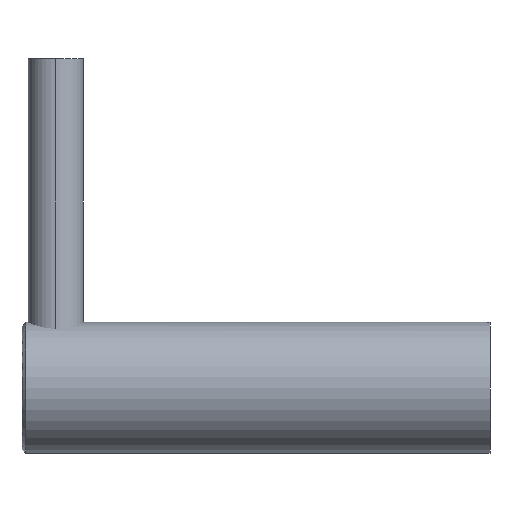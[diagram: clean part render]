
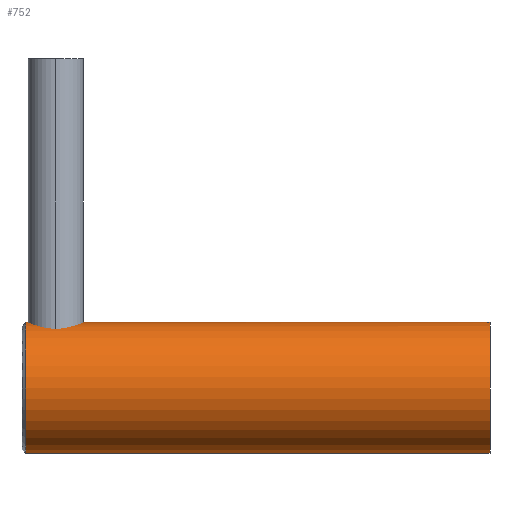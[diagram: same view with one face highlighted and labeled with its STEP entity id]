
A CAD part, left-side view. The second image highlights one B-rep face of the part: STEP entity #752.
In plain terms, the highlighted cylindrical face has radius 17.5 mm (diameter 35 mm), a partial arc.
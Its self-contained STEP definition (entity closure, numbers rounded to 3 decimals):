
#4 = CARTESIAN_POINT ( 'NONE',  ( -5.702, 118.826, 16.546 ) ) ;
#31 = CARTESIAN_POINT ( 'NONE',  ( -0.419, 109.65, 17.5 ) ) ;
#34 = CARTESIAN_POINT ( 'NONE',  ( -5.94, 113.747, 16.461 ) ) ;
#39 = DIRECTION ( 'NONE',  ( 0., -1., 0. ) ) ;
#40 = AXIS2_PLACEMENT_3D ( 'NONE', #350, #739, #136 ) ;
#58 = CARTESIAN_POINT ( 'NONE',  ( -2.634, 121.782, 17.302 ) ) ;
#62 = CARTESIAN_POINT ( 'NONE',  ( -5.049, 119.873, 16.758 ) ) ;
#71 = CARTESIAN_POINT ( 'NONE',  ( -5.507, 119.189, 16.613 ) ) ;
#85 = VECTOR ( 'NONE', #126, 1000. ) ;
#88 = FACE_OUTER_BOUND ( 'NONE', #501, .T. ) ;
#97 = CARTESIAN_POINT ( 'NONE',  ( 0., 125., 17.5 ) ) ;
#99 = CARTESIAN_POINT ( 'NONE',  ( -6.35, 115.576, 16.307 ) ) ;
#102 = CARTESIAN_POINT ( 'NONE',  ( -1.655, 109.866, 17.423 ) ) ;
#107 = B_SPLINE_CURVE_WITH_KNOTS ( 'NONE', 3,
 ( #746, #379, #550, #619, #205, #143, #139, #58, #382, #624, #321, #306, #546, #611, #62, #71, #4, #317, #559, #251, #493, #198, #374, #763 ),
 .UNSPECIFIED., .F., .F.,
 ( 4, 2, 2, 2, 2, 2, 2, 2, 2, 2, 2, 4 ),
 ( 0.03, 0.031, 0.032, 0.033, 0.033, 0.034, 0.035, 0.036, 0.038, 0.038, 0.039, 0.04 ),
 .UNSPECIFIED. ) ;
#113 = VERTEX_POINT ( 'NONE', #422 ) ;
#124 = ORIENTED_EDGE ( 'NONE', *, *, #419, .T. ) ;
#126 = DIRECTION ( 'NONE',  ( 0., -1., 0. ) ) ;
#132 = VECTOR ( 'NONE', #492, 1000. ) ;
#136 = DIRECTION ( 'NONE',  ( 0., 0., 1. ) ) ;
#139 = CARTESIAN_POINT ( 'NONE',  ( -2.252, 121.941, 17.356 ) ) ;
#142 = CARTESIAN_POINT ( 'NONE',  ( -6.35, 116., 16.307 ) ) ;
#143 = CARTESIAN_POINT ( 'NONE',  ( -2.056, 122.011, 17.38 ) ) ;
#155 = CARTESIAN_POINT ( 'NONE',  ( -1.45, 109.814, 17.441 ) ) ;
#167 = EDGE_CURVE ( 'NONE', #113, #277, #735, .T. ) ;
#179 = CARTESIAN_POINT ( 'NONE',  ( -6.35, 116., 16.307 ) ) ;
#182 = ORIENTED_EDGE ( 'NONE', *, *, #556, .T. ) ;
#193 = VERTEX_POINT ( 'NONE', #202 ) ;
#198 = CARTESIAN_POINT ( 'NONE',  ( -6.308, 116.839, 16.324 ) ) ;
#202 = CARTESIAN_POINT ( 'NONE',  ( 0., 122.35, 17.5 ) ) ;
#205 = CARTESIAN_POINT ( 'NONE',  ( -1.657, 122.134, 17.423 ) ) ;
#240 = ORIENTED_EDGE ( 'NONE', *, *, #241, .F. ) ;
#241 = EDGE_CURVE ( 'NONE', #308, #193, #563, .T. ) ;
#251 = CARTESIAN_POINT ( 'NONE',  ( -6.135, 117.651, 16.389 ) ) ;
#254 = B_SPLINE_CURVE_WITH_KNOTS ( 'NONE', 3,
 ( #142, #99, #502, #336, #577, #284, #34, #641, #650, #772, #516, #456, #281, #762, #527, #524, #766, #461, #274, #102, #155, #585, #31, #467 ),
 .UNSPECIFIED., .F., .F.,
 ( 4, 2, 2, 2, 2, 2, 2, 2, 2, 2, 2, 4 ),
 ( 0., 0.001, 0.002, 0.003, 0.004, 0.004, 0.005, 0.006, 0.008, 0.008, 0.009, 0.01 ),
 .UNSPECIFIED. ) ;
#257 = LINE ( 'NONE', #545, #132 ) ;
#262 = CARTESIAN_POINT ( 'NONE',  ( 0., 125., 17.5 ) ) ;
#271 = CARTESIAN_POINT ( 'NONE',  ( 0., 124., 17.5 ) ) ;
#274 = CARTESIAN_POINT ( 'NONE',  ( -2.055, 109.988, 17.38 ) ) ;
#275 = EDGE_CURVE ( 'NONE', #193, #428, #107, .T. ) ;
#277 = VERTEX_POINT ( 'NONE', #571 ) ;
#281 = CARTESIAN_POINT ( 'NONE',  ( -4.634, 111.653, 16.876 ) ) ;
#284 = CARTESIAN_POINT ( 'NONE',  ( -6.012, 113.945, 16.435 ) ) ;
#292 = DIRECTION ( 'NONE',  ( 0., 0., 1. ) ) ;
#304 = VERTEX_POINT ( 'NONE', #447 ) ;
#306 = CARTESIAN_POINT ( 'NONE',  ( -3.884, 121.041, 17.067 ) ) ;
#308 = VERTEX_POINT ( 'NONE', #271 ) ;
#317 = CARTESIAN_POINT ( 'NONE',  ( -5.942, 118.249, 16.461 ) ) ;
#321 = CARTESIAN_POINT ( 'NONE',  ( -3.367, 121.388, 17.174 ) ) ;
#333 = CYLINDRICAL_SURFACE ( 'NONE', #727, 17.5 ) ;
#336 = CARTESIAN_POINT ( 'NONE',  ( -6.185, 114.548, 16.371 ) ) ;
#344 = LINE ( 'NONE', #97, #646 ) ;
#348 = CIRCLE ( 'NONE', #582, 17.5 ) ;
#350 = CARTESIAN_POINT ( 'NONE',  ( 0., 0., 0. ) ) ;
#366 = DIRECTION ( 'NONE',  ( 0., -1., 0. ) ) ;
#374 = CARTESIAN_POINT ( 'NONE',  ( -6.35, 116.424, 16.307 ) ) ;
#379 = CARTESIAN_POINT ( 'NONE',  ( -0.419, 122.35, 17.5 ) ) ;
#380 = ORIENTED_EDGE ( 'NONE', *, *, #732, .F. ) ;
#382 = CARTESIAN_POINT ( 'NONE',  ( -2.821, 121.693, 17.272 ) ) ;
#406 = CARTESIAN_POINT ( 'NONE',  ( 0., 124., 0. ) ) ;
#414 = ORIENTED_EDGE ( 'NONE', *, *, #167, .T. ) ;
#419 = EDGE_CURVE ( 'NONE', #308, #304, #348, .T. ) ;
#422 = CARTESIAN_POINT ( 'NONE',  ( 0., 0., -17.5 ) ) ;
#428 = VERTEX_POINT ( 'NONE', #179 ) ;
#435 = VERTEX_POINT ( 'NONE', #593 ) ;
#447 = CARTESIAN_POINT ( 'NONE',  ( 0., 124., -17.5 ) ) ;
#456 = CARTESIAN_POINT ( 'NONE',  ( -4.772, 111.806, 16.837 ) ) ;
#457 = EDGE_CURVE ( 'NONE', #435, #277, #344, .T. ) ;
#461 = CARTESIAN_POINT ( 'NONE',  ( -2.25, 110.059, 17.356 ) ) ;
#467 = CARTESIAN_POINT ( 'NONE',  ( 0., 109.65, 17.5 ) ) ;
#492 = DIRECTION ( 'NONE',  ( 0., -1., 0. ) ) ;
#493 = CARTESIAN_POINT ( 'NONE',  ( -6.186, 117.45, 16.37 ) ) ;
#497 = ORIENTED_EDGE ( 'NONE', *, *, #275, .F. ) ;
#501 = EDGE_LOOP ( 'NONE', ( #240, #124, #182, #414, #629, #380, #497 ) ) ;
#502 = CARTESIAN_POINT ( 'NONE',  ( -6.308, 115.161, 16.324 ) ) ;
#516 = CARTESIAN_POINT ( 'NONE',  ( -5.035, 112.125, 16.761 ) ) ;
#524 = CARTESIAN_POINT ( 'NONE',  ( -3.187, 110.492, 17.211 ) ) ;
#527 = CARTESIAN_POINT ( 'NONE',  ( -3.88, 110.956, 17.068 ) ) ;
#545 = CARTESIAN_POINT ( 'NONE',  ( 0., 125., -17.5 ) ) ;
#546 = CARTESIAN_POINT ( 'NONE',  ( -4.201, 120.78, 16.991 ) ) ;
#550 = CARTESIAN_POINT ( 'NONE',  ( -0.834, 122.309, 17.485 ) ) ;
#556 = EDGE_CURVE ( 'NONE', #304, #113, #257, .T. ) ;
#559 = CARTESIAN_POINT ( 'NONE',  ( -6.013, 118.05, 16.434 ) ) ;
#563 = LINE ( 'NONE', #262, #85 ) ;
#571 = CARTESIAN_POINT ( 'NONE',  ( 0., 0., 17.5 ) ) ;
#572 = CARTESIAN_POINT ( 'NONE',  ( 0., 125., 0. ) ) ;
#577 = CARTESIAN_POINT ( 'NONE',  ( -6.134, 114.346, 16.39 ) ) ;
#582 = AXIS2_PLACEMENT_3D ( 'NONE', #406, #720, #292 ) ;
#585 = CARTESIAN_POINT ( 'NONE',  ( -0.833, 109.691, 17.485 ) ) ;
#593 = CARTESIAN_POINT ( 'NONE',  ( 0., 109.65, 17.5 ) ) ;
#611 = CARTESIAN_POINT ( 'NONE',  ( -4.783, 120.197, 16.836 ) ) ;
#619 = CARTESIAN_POINT ( 'NONE',  ( -1.452, 122.185, 17.441 ) ) ;
#624 = CARTESIAN_POINT ( 'NONE',  ( -3.187, 121.496, 17.208 ) ) ;
#629 = ORIENTED_EDGE ( 'NONE', *, *, #457, .F. ) ;
#641 = CARTESIAN_POINT ( 'NONE',  ( -5.7, 113.172, 16.546 ) ) ;
#646 = VECTOR ( 'NONE', #39, 1000. ) ;
#650 = CARTESIAN_POINT ( 'NONE',  ( -5.505, 112.808, 16.613 ) ) ;
#720 = DIRECTION ( 'NONE',  ( 0., -1., 0. ) ) ;
#722 = DIRECTION ( 'NONE',  ( 0., 0., -1. ) ) ;
#727 = AXIS2_PLACEMENT_3D ( 'NONE', #572, #366, #722 ) ;
#732 = EDGE_CURVE ( 'NONE', #428, #435, #254, .T. ) ;
#735 = CIRCLE ( 'NONE', #40, 17.5 ) ;
#739 = DIRECTION ( 'NONE',  ( 0., 1., 0. ) ) ;
#746 = CARTESIAN_POINT ( 'NONE',  ( 0., 122.35, 17.5 ) ) ;
#752 = ADVANCED_FACE ( 'NONE', ( #88 ), #333, .T. ) ;
#762 = CARTESIAN_POINT ( 'NONE',  ( -4.198, 111.218, 16.992 ) ) ;
#763 = CARTESIAN_POINT ( 'NONE',  ( -6.35, 116., 16.307 ) ) ;
#766 = CARTESIAN_POINT ( 'NONE',  ( -2.823, 110.297, 17.275 ) ) ;
#772 = CARTESIAN_POINT ( 'NONE',  ( -5.159, 112.293, 16.723 ) ) ;
